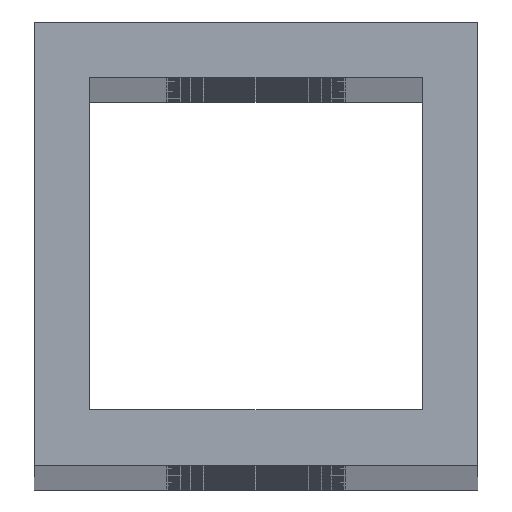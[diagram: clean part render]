
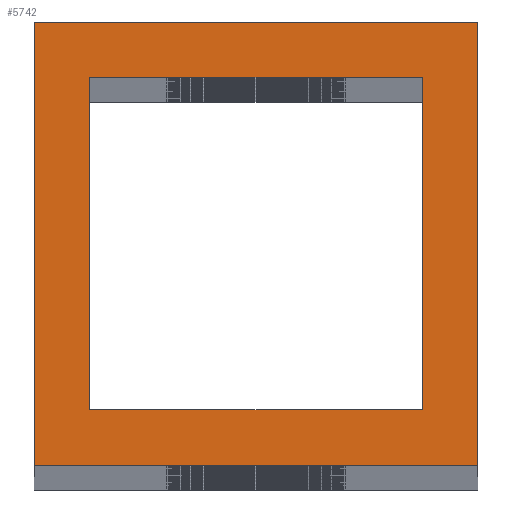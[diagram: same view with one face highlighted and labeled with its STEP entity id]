
A CAD part, top view. The second image highlights one B-rep face of the part: STEP entity #5742.
In plain terms, the highlighted planar face has unit normal (0, 0, 1).
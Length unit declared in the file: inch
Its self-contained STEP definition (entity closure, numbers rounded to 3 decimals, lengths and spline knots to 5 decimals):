
#151 = DIRECTION ( 'NONE',  ( 0., 0., -1. ) ) ;
#607 = LINE ( 'NONE', #8897, #3411 ) ;
#616 = VECTOR ( 'NONE', #9249, 39.37008 ) ;
#632 = VERTEX_POINT ( 'NONE', #5627 ) ;
#783 = VERTEX_POINT ( 'NONE', #5115 ) ;
#832 = DIRECTION ( 'NONE',  ( -1., 0., 0. ) ) ;
#852 = ORIENTED_EDGE ( 'NONE', *, *, #9775, .F. ) ;
#1189 = EDGE_CURVE ( 'NONE', #8081, #6018, #607, .T. ) ;
#1407 = DIRECTION ( 'NONE',  ( -1., 0., 0. ) ) ;
#1837 = LINE ( 'NONE', #2790, #8352 ) ;
#2081 = CARTESIAN_POINT ( 'NONE',  ( 0.4375, 0.0625, 16. ) ) ;
#2214 = VERTEX_POINT ( 'NONE', #7610 ) ;
#2274 = EDGE_LOOP ( 'NONE', ( #3635, #4157, #8200, #8756 ) ) ;
#2391 = CARTESIAN_POINT ( 'NONE',  ( 0., 0.5, 16. ) ) ;
#2790 = CARTESIAN_POINT ( 'NONE',  ( 0., 0., 16. ) ) ;
#2875 = LINE ( 'NONE', #2917, #4537 ) ;
#2917 = CARTESIAN_POINT ( 'NONE',  ( 0.4375, 0.4375, 16. ) ) ;
#3091 = CARTESIAN_POINT ( 'NONE',  ( 0.4375, 0.4375, 16. ) ) ;
#3153 = CARTESIAN_POINT ( 'NONE',  ( 0.5, 0., 16. ) ) ;
#3411 = VECTOR ( 'NONE', #8042, 39.37008 ) ;
#3508 = EDGE_CURVE ( 'NONE', #632, #9015, #6656, .T. ) ;
#3635 = ORIENTED_EDGE ( 'NONE', *, *, #3508, .T. ) ;
#3646 = VERTEX_POINT ( 'NONE', #3091 ) ;
#3830 = LINE ( 'NONE', #2391, #4981 ) ;
#3896 = LINE ( 'NONE', #3153, #616 ) ;
#4157 = ORIENTED_EDGE ( 'NONE', *, *, #7016, .T. ) ;
#4328 = ORIENTED_EDGE ( 'NONE', *, *, #5233, .F. ) ;
#4337 = ORIENTED_EDGE ( 'NONE', *, *, #1189, .F. ) ;
#4495 = EDGE_CURVE ( 'NONE', #5816, #632, #3830, .T. ) ;
#4537 = VECTOR ( 'NONE', #5876, 39.37008 ) ;
#4623 = CARTESIAN_POINT ( 'NONE',  ( 0.0625, 0.0625, 16. ) ) ;
#4981 = VECTOR ( 'NONE', #832, 39.37008 ) ;
#5114 = DIRECTION ( 'NONE',  ( 0., -1., 0. ) ) ;
#5115 = CARTESIAN_POINT ( 'NONE',  ( 0.0625, 0.4375, 16. ) ) ;
#5233 = EDGE_CURVE ( 'NONE', #6018, #3646, #2875, .T. ) ;
#5363 = CARTESIAN_POINT ( 'NONE',  ( 0., 0., 16. ) ) ;
#5404 = CARTESIAN_POINT ( 'NONE',  ( 0.5, 0.5, 16. ) ) ;
#5515 = VECTOR ( 'NONE', #1407, 39.37008 ) ;
#5627 = CARTESIAN_POINT ( 'NONE',  ( 0., 0.5, 16. ) ) ;
#5742 = ADVANCED_FACE ( 'NONE', ( #9801, #8332 ), #6151, .F. ) ;
#5794 = DIRECTION ( 'NONE',  ( 1., 0., 0. ) ) ;
#5816 = VERTEX_POINT ( 'NONE', #5404 ) ;
#5876 = DIRECTION ( 'NONE',  ( 0., 1., 0. ) ) ;
#6018 = VERTEX_POINT ( 'NONE', #2081 ) ;
#6151 = PLANE ( 'NONE',  #9799 ) ;
#6325 = CARTESIAN_POINT ( 'NONE',  ( 0., 0., 16. ) ) ;
#6498 = EDGE_CURVE ( 'NONE', #2214, #5816, #3896, .T. ) ;
#6656 = LINE ( 'NONE', #7991, #9025 ) ;
#6714 = LINE ( 'NONE', #8156, #7414 ) ;
#6765 = ORIENTED_EDGE ( 'NONE', *, *, #7481, .F. ) ;
#7016 = EDGE_CURVE ( 'NONE', #9015, #2214, #1837, .T. ) ;
#7394 = LINE ( 'NONE', #9709, #5515 ) ;
#7414 = VECTOR ( 'NONE', #8824, 39.37008 ) ;
#7481 = EDGE_CURVE ( 'NONE', #783, #8081, #6714, .T. ) ;
#7610 = CARTESIAN_POINT ( 'NONE',  ( 0.5, 0., 16. ) ) ;
#7613 = EDGE_LOOP ( 'NONE', ( #6765, #852, #4328, #4337 ) ) ;
#7991 = CARTESIAN_POINT ( 'NONE',  ( 0., 0., 16. ) ) ;
#8042 = DIRECTION ( 'NONE',  ( 1., 0., 0. ) ) ;
#8081 = VERTEX_POINT ( 'NONE', #4623 ) ;
#8156 = CARTESIAN_POINT ( 'NONE',  ( 0.0625, 0.4375, 16. ) ) ;
#8200 = ORIENTED_EDGE ( 'NONE', *, *, #6498, .T. ) ;
#8332 = FACE_BOUND ( 'NONE', #7613, .T. ) ;
#8352 = VECTOR ( 'NONE', #5794, 39.37008 ) ;
#8431 = DIRECTION ( 'NONE',  ( -1., 0., 0. ) ) ;
#8756 = ORIENTED_EDGE ( 'NONE', *, *, #4495, .T. ) ;
#8824 = DIRECTION ( 'NONE',  ( 0., -1., 0. ) ) ;
#8897 = CARTESIAN_POINT ( 'NONE',  ( 0.0625, 0.0625, 16. ) ) ;
#9015 = VERTEX_POINT ( 'NONE', #6325 ) ;
#9025 = VECTOR ( 'NONE', #5114, 39.37008 ) ;
#9249 = DIRECTION ( 'NONE',  ( 0., 1., 0. ) ) ;
#9709 = CARTESIAN_POINT ( 'NONE',  ( 0.0625, 0.4375, 16. ) ) ;
#9775 = EDGE_CURVE ( 'NONE', #3646, #783, #7394, .T. ) ;
#9799 = AXIS2_PLACEMENT_3D ( 'NONE', #5363, #151, #8431 ) ;
#9801 = FACE_OUTER_BOUND ( 'NONE', #2274, .T. ) ;
